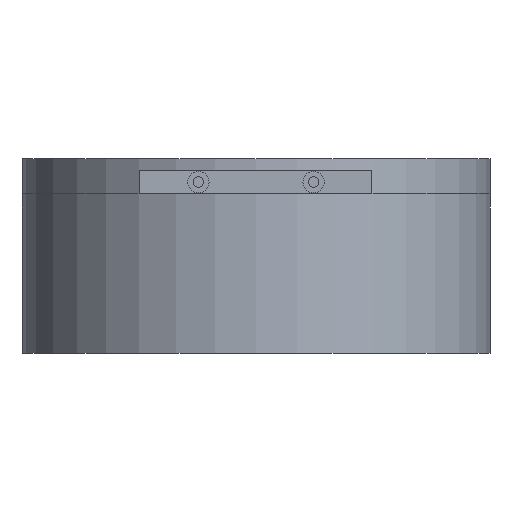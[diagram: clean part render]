
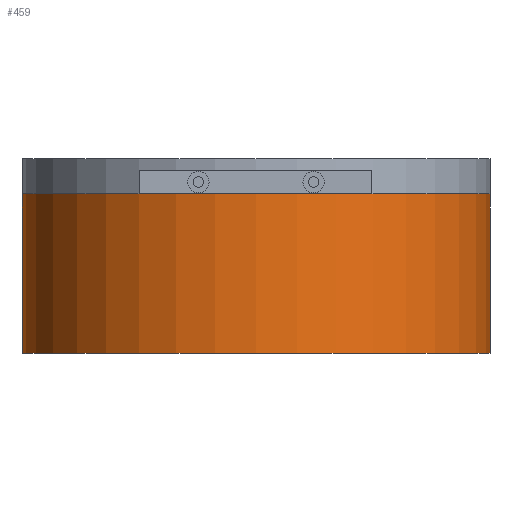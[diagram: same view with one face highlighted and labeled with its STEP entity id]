
A CAD part, left-side view. The second image highlights one B-rep face of the part: STEP entity #459.
In plain terms, the highlighted cylindrical face has radius 5 mm (diameter 10 mm), a partial arc.
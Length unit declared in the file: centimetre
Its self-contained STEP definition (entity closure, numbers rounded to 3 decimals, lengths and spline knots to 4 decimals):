
#127=VECTOR('',#580,1.);
#129=VECTOR('',#584,1.);
#154=LINE('',#679,#127);
#156=LINE('',#683,#129);
#201=VERTEX_POINT('',#669);
#202=VERTEX_POINT('',#671);
#205=VERTEX_POINT('',#680);
#206=VERTEX_POINT('',#684);
#220=CIRCLE('',#493,0.5);
#222=CIRCLE('',#498,0.5);
#260=EDGE_CURVE('',#202,#201,#220,.T.);
#265=EDGE_CURVE('',#205,#202,#154,.T.);
#267=EDGE_CURVE('',#206,#201,#156,.T.);
#268=EDGE_CURVE('',#206,#205,#222,.T.);
#351=ORIENTED_EDGE('',*,*,#260,.T.);
#352=ORIENTED_EDGE('',*,*,#267,.F.);
#353=ORIENTED_EDGE('',*,*,#268,.T.);
#354=ORIENTED_EDGE('',*,*,#265,.T.);
#397=EDGE_LOOP('',(#351,#352,#353,#354));
#433=FACE_BOUND('',#397,.T.);
#459=ADVANCED_FACE('',(#433),#695,.T.);
#493=AXIS2_PLACEMENT_3D('',#670,#571,#572);
#497=AXIS2_PLACEMENT_3D('',#682,#582,#583);
#498=AXIS2_PLACEMENT_3D('',#685,#585,#586);
#571=DIRECTION('',(0.,0.,-1.));
#572=DIRECTION('',(0.5,0.,0.));
#580=DIRECTION('',(0.,0.,1.));
#582=DIRECTION('',(0.,0.,1.));
#583=DIRECTION('',(0.5,0.,0.));
#584=DIRECTION('',(0.,0.,1.));
#585=DIRECTION('',(0.,0.,1.));
#586=DIRECTION('',(0.5,0.,0.));
#669=CARTESIAN_POINT('',(0.,0.5,0.34));
#670=CARTESIAN_POINT('',(0.,0.,0.34));
#671=CARTESIAN_POINT('',(0.,-0.5,0.34));
#679=CARTESIAN_POINT('',(0.,-0.5,0.));
#680=CARTESIAN_POINT('',(0.,-0.5,0.));
#682=CARTESIAN_POINT('',(0.,0.,0.));
#683=CARTESIAN_POINT('',(0.,0.5,0.));
#684=CARTESIAN_POINT('',(0.,0.5,0.));
#685=CARTESIAN_POINT('',(0.,0.,0.));
#695=CYLINDRICAL_SURFACE('',#497,0.5);
